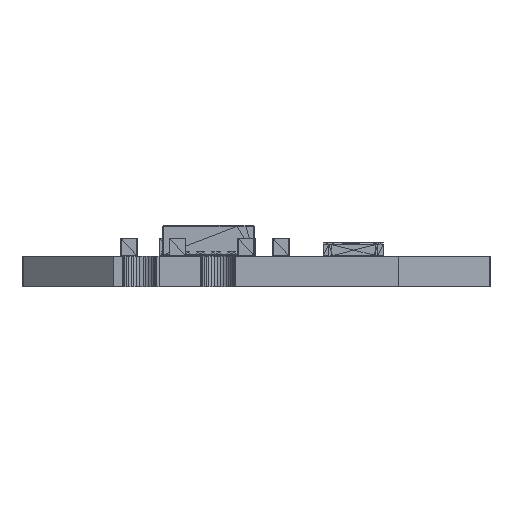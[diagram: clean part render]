
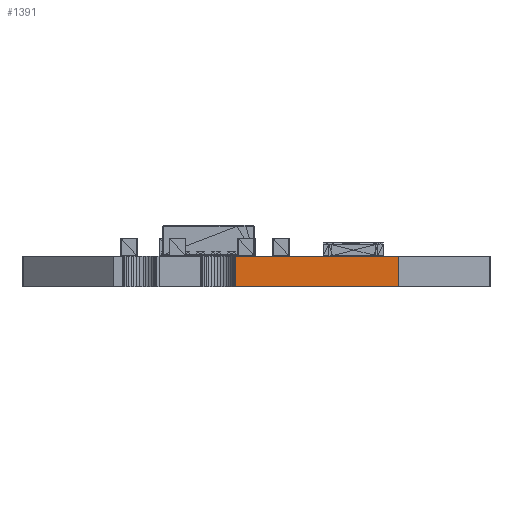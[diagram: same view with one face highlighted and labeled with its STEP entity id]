
A CAD part, front view. The second image highlights one B-rep face of the part: STEP entity #1391.
In plain terms, the highlighted planar face has unit normal (0, -1, 0).
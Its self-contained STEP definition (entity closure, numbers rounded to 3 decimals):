
#1366 = VERTEX_POINT('',#1367);
#1367 = CARTESIAN_POINT('',(10.156,0.955,-1.));
#1373 = EDGE_CURVE('',#1374,#1366,#1376,.T.);
#1374 = VERTEX_POINT('',#1375);
#1375 = CARTESIAN_POINT('',(10.156,0.955,0.));
#1376 = LINE('',#1377,#1378);
#1377 = CARTESIAN_POINT('',(10.156,0.955,0.));
#1378 = VECTOR('',#1379,1.);
#1379 = DIRECTION('',(0.,0.,-1.));
#1391 = ADVANCED_FACE('',(#1392),#1417,.T.);
#1392 = FACE_BOUND('',#1393,.T.);
#1393 = EDGE_LOOP('',(#1394,#1395,#1403,#1411));
#1394 = ORIENTED_EDGE('',*,*,#1373,.T.);
#1395 = ORIENTED_EDGE('',*,*,#1396,.T.);
#1396 = EDGE_CURVE('',#1366,#1397,#1399,.T.);
#1397 = VERTEX_POINT('',#1398);
#1398 = CARTESIAN_POINT('',(15.477,0.955,-1.));
#1399 = LINE('',#1400,#1401);
#1400 = CARTESIAN_POINT('',(10.156,0.955,-1.));
#1401 = VECTOR('',#1402,1.);
#1402 = DIRECTION('',(1.,0.,0.));
#1403 = ORIENTED_EDGE('',*,*,#1404,.F.);
#1404 = EDGE_CURVE('',#1405,#1397,#1407,.T.);
#1405 = VERTEX_POINT('',#1406);
#1406 = CARTESIAN_POINT('',(15.477,0.955,0.));
#1407 = LINE('',#1408,#1409);
#1408 = CARTESIAN_POINT('',(15.477,0.955,0.));
#1409 = VECTOR('',#1410,1.);
#1410 = DIRECTION('',(0.,0.,-1.));
#1411 = ORIENTED_EDGE('',*,*,#1412,.F.);
#1412 = EDGE_CURVE('',#1374,#1405,#1413,.T.);
#1413 = LINE('',#1414,#1415);
#1414 = CARTESIAN_POINT('',(10.156,0.955,0.));
#1415 = VECTOR('',#1416,1.);
#1416 = DIRECTION('',(1.,0.,0.));
#1417 = PLANE('',#1418);
#1418 = AXIS2_PLACEMENT_3D('',#1419,#1420,#1421);
#1419 = CARTESIAN_POINT('',(10.156,0.955,0.));
#1420 = DIRECTION('',(0.,-1.,0.));
#1421 = DIRECTION('',(1.,0.,0.));
